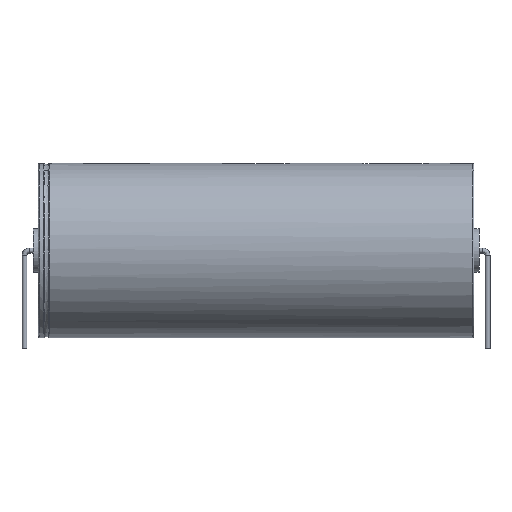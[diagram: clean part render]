
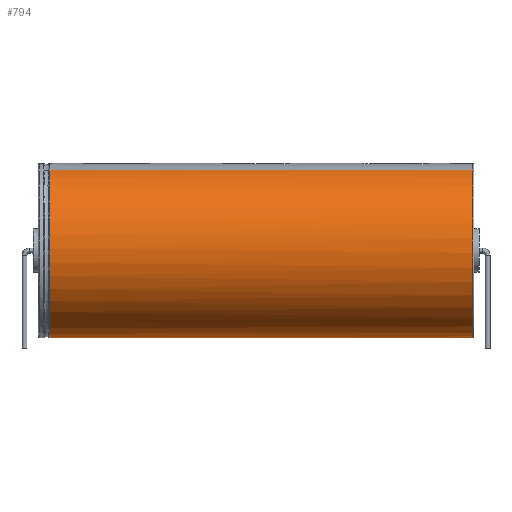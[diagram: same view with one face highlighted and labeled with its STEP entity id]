
A CAD part, front view. The second image highlights one B-rep face of the part: STEP entity #794.
In plain terms, the highlighted cylindrical face has radius 16 mm (diameter 32 mm), a partial arc.
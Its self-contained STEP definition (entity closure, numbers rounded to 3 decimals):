
#138=VERTEX_POINT('',#139);
#139=CARTESIAN_POINT('',(82.3,-6.123,30.782));
#145=EDGE_CURVE('',#146,#138,#148,.T.);
#146=VERTEX_POINT('',#147);
#147=CARTESIAN_POINT('',(4.635,-6.123,30.782));
#148=LINE('',#149,#150);
#149=CARTESIAN_POINT('',(4.5,-6.123,30.782));
#150=VECTOR('',#151,1.);
#151=DIRECTION('',(1.,0.,0.));
#194=DIRECTION('',(-1.,0.,0.));
#365=VERTEX_POINT('',#366);
#366=CARTESIAN_POINT('',(82.3,6.123,30.782));
#371=ORIENTED_EDGE('',*,*,#372,.F.);
#372=EDGE_CURVE('',#373,#365,#375,.T.);
#373=VERTEX_POINT('',#374);
#374=CARTESIAN_POINT('',(4.635,6.123,30.782));
#375=LINE('',#376,#150);
#376=CARTESIAN_POINT('',(4.5,6.123,30.782));
#423=DIRECTION('',(0.,0.383,0.924));
#714=ORIENTED_EDGE('',*,*,#715,.T.);
#715=EDGE_CURVE('',#373,#146,#716,.T.);
#716=B_SPLINE_CURVE_WITH_KNOTS('',13,(#717,#718,#719,#720,#721,#722,#723,#724,#725,#726,#727,#728,#729,#730,#731,#732,#733,#734,#735,#736,#737,#738,#739,#740,#741,#742,#743,#744,#745,#746,#747,#748,#749,#750,#751,#752,#753,#754),.UNSPECIFIED.,.F.,.F.,(14,12,12,14),(-3.748,0.,87.965,91.713),.UNSPECIFIED.);
#717=CARTESIAN_POINT('',(4.635,2.66,32.216));
#718=CARTESIAN_POINT('',(4.635,2.928,32.105));
#719=CARTESIAN_POINT('',(4.635,3.196,31.994));
#720=CARTESIAN_POINT('',(4.635,3.464,31.883));
#721=CARTESIAN_POINT('',(4.635,3.731,31.773));
#722=CARTESIAN_POINT('',(4.635,3.998,31.662));
#723=CARTESIAN_POINT('',(4.635,4.265,31.552));
#724=CARTESIAN_POINT('',(4.635,4.531,31.441));
#725=CARTESIAN_POINT('',(4.635,4.797,31.331));
#726=CARTESIAN_POINT('',(4.635,5.063,31.221));
#727=CARTESIAN_POINT('',(4.635,5.328,31.111));
#728=CARTESIAN_POINT('',(4.635,5.594,31.001));
#729=CARTESIAN_POINT('',(4.635,5.858,30.892));
#730=CARTESIAN_POINT('',(4.635,12.331,28.211));
#731=CARTESIAN_POINT('',(4.635,17.458,22.777));
#732=CARTESIAN_POINT('',(4.635,19.939,14.98));
#733=CARTESIAN_POINT('',(4.635,18.554,6.316));
#734=CARTESIAN_POINT('',(4.635,13.242,-0.996));
#735=CARTESIAN_POINT('',(4.635,5.042,-5.648));
#736=CARTESIAN_POINT('',(4.635,-5.042,-5.648));
#737=CARTESIAN_POINT('',(4.635,-13.242,-0.996));
#738=CARTESIAN_POINT('',(4.635,-18.554,6.316));
#739=CARTESIAN_POINT('',(4.635,-19.939,14.98));
#740=CARTESIAN_POINT('',(4.635,-17.458,22.777));
#741=CARTESIAN_POINT('',(4.635,-12.331,28.211));
#742=CARTESIAN_POINT('',(4.635,-5.858,30.892));
#743=CARTESIAN_POINT('',(4.635,-5.594,31.001));
#744=CARTESIAN_POINT('',(4.635,-5.328,31.111));
#745=CARTESIAN_POINT('',(4.635,-5.063,31.221));
#746=CARTESIAN_POINT('',(4.635,-4.797,31.331));
#747=CARTESIAN_POINT('',(4.635,-4.531,31.441));
#748=CARTESIAN_POINT('',(4.635,-4.265,31.552));
#749=CARTESIAN_POINT('',(4.635,-3.998,31.662));
#750=CARTESIAN_POINT('',(4.635,-3.731,31.773));
#751=CARTESIAN_POINT('',(4.635,-3.464,31.883));
#752=CARTESIAN_POINT('',(4.635,-3.196,31.994));
#753=CARTESIAN_POINT('',(4.635,-2.928,32.105));
#754=CARTESIAN_POINT('',(4.635,-2.66,32.216));
#794=ADVANCED_FACE('',(#795),#803,.T.);
#795=FACE_BOUND('',#796,.F.);
#796=EDGE_LOOP('',(#371,#714,#797,#798));
#797=ORIENTED_EDGE('',*,*,#145,.T.);
#798=ORIENTED_EDGE('',*,*,#799,.F.);
#799=EDGE_CURVE('',#365,#138,#800,.T.);
#800=CIRCLE('',#801,16.);
#801=AXIS2_PLACEMENT_3D('',#802,#194,#423);
#802=CARTESIAN_POINT('',(82.3,0.,16.));
#803=CYLINDRICAL_SURFACE('',#804,16.);
#804=AXIS2_PLACEMENT_3D('',#805,#151,#423);
#805=CARTESIAN_POINT('',(4.5,0.,16.));
